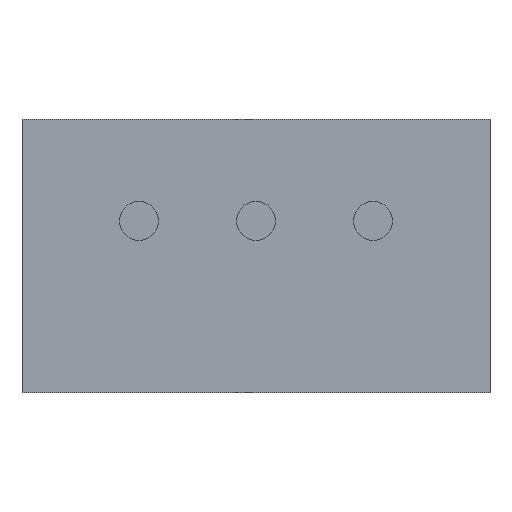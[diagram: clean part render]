
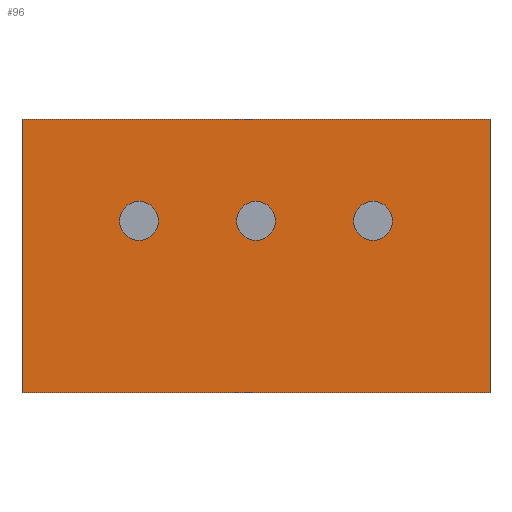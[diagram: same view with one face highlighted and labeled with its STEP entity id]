
A CAD part, front view. The second image highlights one B-rep face of the part: STEP entity #96.
In plain terms, the highlighted planar face has unit normal (0, -1, 0).
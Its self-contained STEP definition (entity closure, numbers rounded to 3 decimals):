
#5 = EDGE_CURVE ( 'NONE', #72, #75, #338, .T. ) ;
#6 = EDGE_LOOP ( 'NONE', ( #151, #153, #156, #158 ) ) ;
#7 = VERTEX_POINT ( 'NONE', #333 ) ;
#12 = ORIENTED_EDGE ( 'NONE', *, *, #5, .T. ) ;
#46 = VERTEX_POINT ( 'NONE', #700 ) ;
#61 = VERTEX_POINT ( 'NONE', #656 ) ;
#62 = VERTEX_POINT ( 'NONE', #655 ) ;
#72 = VERTEX_POINT ( 'NONE', #647 ) ;
#74 = EDGE_CURVE ( 'NONE', #75, #72, #646, .T. ) ;
#75 = VERTEX_POINT ( 'NONE', #641 ) ;
#89 = VERTEX_POINT ( 'NONE', #593 ) ;
#91 = EDGE_CURVE ( 'NONE', #92, #89, #592, .T. ) ;
#92 = VERTEX_POINT ( 'NONE', #588 ) ;
#96 = ADVANCED_FACE ( 'NONE', ( #582, #581, #580, #579 ), #564, .F. ) ;
#97 = EDGE_LOOP ( 'NONE', ( #98, #99 ) ) ;
#98 = ORIENTED_EDGE ( 'NONE', *, *, #122, .T. ) ;
#99 = ORIENTED_EDGE ( 'NONE', *, *, #100, .T. ) ;
#100 = EDGE_CURVE ( 'NONE', #46, #205, #559, .T. ) ;
#101 = EDGE_LOOP ( 'NONE', ( #102, #103 ) ) ;
#102 = ORIENTED_EDGE ( 'NONE', *, *, #217, .T. ) ;
#103 = ORIENTED_EDGE ( 'NONE', *, *, #104, .T. ) ;
#104 = EDGE_CURVE ( 'NONE', #61, #62, #554, .T. ) ;
#105 = EDGE_LOOP ( 'NONE', ( #106, #12 ) ) ;
#106 = ORIENTED_EDGE ( 'NONE', *, *, #74, .T. ) ;
#122 = EDGE_CURVE ( 'NONE', #205, #46, #803, .T. ) ;
#151 = ORIENTED_EDGE ( 'NONE', *, *, #152, .T. ) ;
#152 = EDGE_CURVE ( 'NONE', #89, #7, #986, .T. ) ;
#153 = ORIENTED_EDGE ( 'NONE', *, *, #154, .F. ) ;
#154 = EDGE_CURVE ( 'NONE', #155, #7, #982, .T. ) ;
#155 = VERTEX_POINT ( 'NONE', #978 ) ;
#156 = ORIENTED_EDGE ( 'NONE', *, *, #157, .F. ) ;
#157 = EDGE_CURVE ( 'NONE', #92, #155, #976, .T. ) ;
#158 = ORIENTED_EDGE ( 'NONE', *, *, #91, .T. ) ;
#205 = VERTEX_POINT ( 'NONE', #1079 ) ;
#217 = EDGE_CURVE ( 'NONE', #62, #61, #1118, .T. ) ;
#333 = CARTESIAN_POINT ( 'NONE',  ( -3., 0., -3.5 ) ) ;
#334 = DIRECTION ( 'NONE',  ( 0., 0., 1. ) ) ;
#335 = DIRECTION ( 'NONE',  ( 0., 1., 0. ) ) ;
#336 = CARTESIAN_POINT ( 'NONE',  ( -1.5, 0., -1.3 ) ) ;
#337 = AXIS2_PLACEMENT_3D ( 'NONE', #336, #335, #334 ) ;
#338 = CIRCLE ( 'NONE', #337, 0.25 ) ;
#550 = DIRECTION ( 'NONE',  ( 0., 0., 1. ) ) ;
#551 = DIRECTION ( 'NONE',  ( 0., 1., 0. ) ) ;
#552 = CARTESIAN_POINT ( 'NONE',  ( 0., 0., -1.3 ) ) ;
#553 = AXIS2_PLACEMENT_3D ( 'NONE', #552, #551, #550 ) ;
#554 = CIRCLE ( 'NONE', #553, 0.25 ) ;
#555 = DIRECTION ( 'NONE',  ( 0., 0., 1. ) ) ;
#556 = DIRECTION ( 'NONE',  ( 0., 1., 0. ) ) ;
#557 = CARTESIAN_POINT ( 'NONE',  ( 1.5, 0., -1.3 ) ) ;
#558 = AXIS2_PLACEMENT_3D ( 'NONE', #557, #556, #555 ) ;
#559 = CIRCLE ( 'NONE', #558, 0.25 ) ;
#560 = DIRECTION ( 'NONE',  ( 0., 0., 1. ) ) ;
#561 = DIRECTION ( 'NONE',  ( 0., 1., 0. ) ) ;
#562 = CARTESIAN_POINT ( 'NONE',  ( 3., 0., 0. ) ) ;
#563 = AXIS2_PLACEMENT_3D ( 'NONE', #562, #561, #560 ) ;
#564 = PLANE ( 'NONE',  #563 ) ;
#579 = FACE_OUTER_BOUND ( 'NONE', #6, .T. ) ;
#580 = FACE_BOUND ( 'NONE', #105, .T. ) ;
#581 = FACE_BOUND ( 'NONE', #101, .T. ) ;
#582 = FACE_BOUND ( 'NONE', #97, .T. ) ;
#588 = CARTESIAN_POINT ( 'NONE',  ( 3., 0., 0. ) ) ;
#589 = DIRECTION ( 'NONE',  ( -1., 0., 0. ) ) ;
#590 = VECTOR ( 'NONE', #589, 1000. ) ;
#591 = CARTESIAN_POINT ( 'NONE',  ( 3., 0., 0. ) ) ;
#592 = LINE ( 'NONE', #591, #590 ) ;
#593 = CARTESIAN_POINT ( 'NONE',  ( -3., 0., 0. ) ) ;
#641 = CARTESIAN_POINT ( 'NONE',  ( -1.5, 0., -1.05 ) ) ;
#642 = DIRECTION ( 'NONE',  ( 0., 0., 1. ) ) ;
#643 = DIRECTION ( 'NONE',  ( 0., 1., 0. ) ) ;
#644 = CARTESIAN_POINT ( 'NONE',  ( -1.5, 0., -1.3 ) ) ;
#645 = AXIS2_PLACEMENT_3D ( 'NONE', #644, #643, #642 ) ;
#646 = CIRCLE ( 'NONE', #645, 0.25 ) ;
#647 = CARTESIAN_POINT ( 'NONE',  ( -1.5, 0., -1.55 ) ) ;
#655 = CARTESIAN_POINT ( 'NONE',  ( 0., 0., -1.05 ) ) ;
#656 = CARTESIAN_POINT ( 'NONE',  ( 0., 0., -1.55 ) ) ;
#700 = CARTESIAN_POINT ( 'NONE',  ( 1.5, 0., -1.55 ) ) ;
#803 = CIRCLE ( 'NONE', #847, 0.25 ) ;
#844 = DIRECTION ( 'NONE',  ( 0., 0., 1. ) ) ;
#845 = DIRECTION ( 'NONE',  ( 0., 1., 0. ) ) ;
#846 = CARTESIAN_POINT ( 'NONE',  ( 1.5, 0., -1.3 ) ) ;
#847 = AXIS2_PLACEMENT_3D ( 'NONE', #846, #845, #844 ) ;
#973 = DIRECTION ( 'NONE',  ( 0., 0., -1. ) ) ;
#974 = VECTOR ( 'NONE', #973, 1000. ) ;
#975 = CARTESIAN_POINT ( 'NONE',  ( 3., 0., 0. ) ) ;
#976 = LINE ( 'NONE', #975, #974 ) ;
#978 = CARTESIAN_POINT ( 'NONE',  ( 3., 0., -3.5 ) ) ;
#979 = DIRECTION ( 'NONE',  ( -1., 0., 0. ) ) ;
#980 = VECTOR ( 'NONE', #979, 1000. ) ;
#981 = CARTESIAN_POINT ( 'NONE',  ( 3., 0., -3.5 ) ) ;
#982 = LINE ( 'NONE', #981, #980 ) ;
#983 = DIRECTION ( 'NONE',  ( 0., 0., -1. ) ) ;
#984 = VECTOR ( 'NONE', #983, 1000. ) ;
#985 = CARTESIAN_POINT ( 'NONE',  ( -3., 0., 0. ) ) ;
#986 = LINE ( 'NONE', #985, #984 ) ;
#1079 = CARTESIAN_POINT ( 'NONE',  ( 1.5, 0., -1.05 ) ) ;
#1114 = DIRECTION ( 'NONE',  ( 0., 0., 1. ) ) ;
#1115 = DIRECTION ( 'NONE',  ( 0., 1., 0. ) ) ;
#1116 = CARTESIAN_POINT ( 'NONE',  ( 0., 0., -1.3 ) ) ;
#1117 = AXIS2_PLACEMENT_3D ( 'NONE', #1116, #1115, #1114 ) ;
#1118 = CIRCLE ( 'NONE', #1117, 0.25 ) ;
